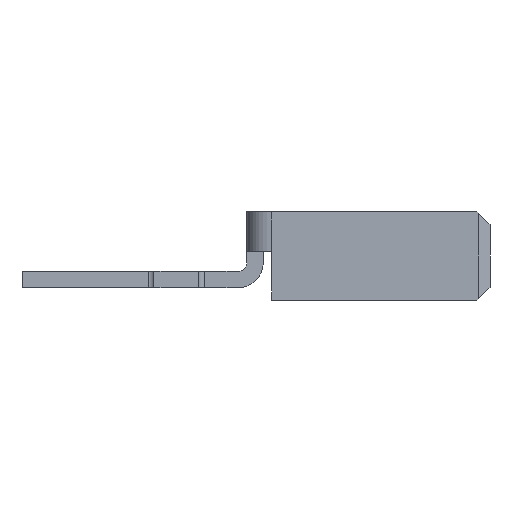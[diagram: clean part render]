
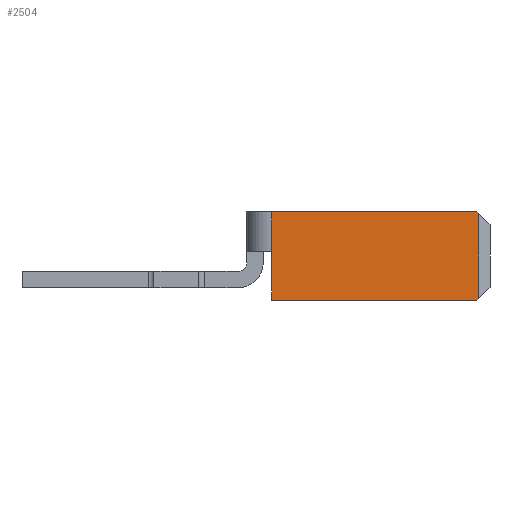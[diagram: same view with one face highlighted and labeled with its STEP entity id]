
A CAD part, left-side view. The second image highlights one B-rep face of the part: STEP entity #2504.
In plain terms, the highlighted planar face has unit normal (-1, 0, 0).
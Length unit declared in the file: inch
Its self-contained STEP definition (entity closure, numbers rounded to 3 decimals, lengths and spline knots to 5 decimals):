
#74 = CARTESIAN_POINT ( 'NONE',  ( -0.029, -1.178, 0.268 ) ) ;
#89 = VERTEX_POINT ( 'NONE', #2853 ) ;
#160 = CARTESIAN_POINT ( 'NONE',  ( -0.029, -1.184, 0.262 ) ) ;
#296 = CARTESIAN_POINT ( 'NONE',  ( -0.029, -0.422, -0.044 ) ) ;
#368 = AXIS2_PLACEMENT_3D ( 'NONE', #2861, #2206, #899 ) ;
#384 = CARTESIAN_POINT ( 'NONE',  ( -0.029, -0.452, 0.128 ) ) ;
#390 = CARTESIAN_POINT ( 'NONE',  ( -0.029, -0.452, 0.128 ) ) ;
#444 = EDGE_CURVE ( 'NONE', #1576, #2081, #1858, .T. ) ;
#461 = VERTEX_POINT ( 'NONE', #160 ) ;
#518 = CARTESIAN_POINT ( 'NONE',  ( -0.029, -0.452, 0.268 ) ) ;
#526 = LINE ( 'NONE', #2353, #1640 ) ;
#544 = ORIENTED_EDGE ( 'NONE', *, *, #1794, .F. ) ;
#591 = FACE_OUTER_BOUND ( 'NONE', #1651, .T. ) ;
#636 = ORIENTED_EDGE ( 'NONE', *, *, #648, .F. ) ;
#648 = EDGE_CURVE ( 'NONE', #1576, #1853, #1306, .T. ) ;
#746 = ORIENTED_EDGE ( 'NONE', *, *, #1149, .T. ) ;
#773 = DIRECTION ( 'NONE',  ( 0., 0., 1. ) ) ;
#820 = ORIENTED_EDGE ( 'NONE', *, *, #1811, .T. ) ;
#829 = CARTESIAN_POINT ( 'NONE',  ( -0.029, -0.452, -0.044 ) ) ;
#899 = DIRECTION ( 'NONE',  ( 0., 0., -1. ) ) ;
#1075 = ORIENTED_EDGE ( 'NONE', *, *, #1637, .T. ) ;
#1117 = PLANE ( 'NONE',  #368 ) ;
#1134 = DIRECTION ( 'NONE',  ( 0., -1., 0. ) ) ;
#1149 = EDGE_CURVE ( 'NONE', #89, #2282, #526, .T. ) ;
#1155 = VECTOR ( 'NONE', #773, 39.37008 ) ;
#1242 = EDGE_CURVE ( 'NONE', #2282, #461, #2531, .T. ) ;
#1306 = LINE ( 'NONE', #2003, #2465 ) ;
#1405 = ORIENTED_EDGE ( 'NONE', *, *, #444, .T. ) ;
#1427 = DIRECTION ( 'NONE',  ( 0., -1., 0. ) ) ;
#1549 = ORIENTED_EDGE ( 'NONE', *, *, #1242, .T. ) ;
#1576 = VERTEX_POINT ( 'NONE', #518 ) ;
#1637 = EDGE_CURVE ( 'NONE', #461, #1853, #2276, .T. ) ;
#1640 = VECTOR ( 'NONE', #2345, 39.37008 ) ;
#1651 = EDGE_LOOP ( 'NONE', ( #746, #1549, #1075, #636, #1405, #544, #820 ) ) ;
#1655 = DIRECTION ( 'NONE',  ( 0., 0., 1. ) ) ;
#1667 = VECTOR ( 'NONE', #1427, 39.37008 ) ;
#1710 = VECTOR ( 'NONE', #1866, 39.37008 ) ;
#1794 = EDGE_CURVE ( 'NONE', #1983, #2081, #2829, .T. ) ;
#1811 = EDGE_CURVE ( 'NONE', #1983, #89, #2245, .T. ) ;
#1853 = VERTEX_POINT ( 'NONE', #1896 ) ;
#1858 = LINE ( 'NONE', #390, #1925 ) ;
#1866 = DIRECTION ( 'NONE',  ( 0., 0.707, 0.707 ) ) ;
#1896 = CARTESIAN_POINT ( 'NONE',  ( -0.029, -1.178, 0.268 ) ) ;
#1925 = VECTOR ( 'NONE', #1953, 39.37008 ) ;
#1953 = DIRECTION ( 'NONE',  ( 0., 0., -1. ) ) ;
#1960 = VECTOR ( 'NONE', #1655, 39.37008 ) ;
#1983 = VERTEX_POINT ( 'NONE', #829 ) ;
#2003 = CARTESIAN_POINT ( 'NONE',  ( -0.029, -0.422, 0.268 ) ) ;
#2078 = CARTESIAN_POINT ( 'NONE',  ( -0.029, -0.452, -0.044 ) ) ;
#2081 = VERTEX_POINT ( 'NONE', #384 ) ;
#2206 = DIRECTION ( 'NONE',  ( 1., 0., 0. ) ) ;
#2245 = LINE ( 'NONE', #296, #1667 ) ;
#2276 = LINE ( 'NONE', #74, #1710 ) ;
#2282 = VERTEX_POINT ( 'NONE', #2440 ) ;
#2345 = DIRECTION ( 'NONE',  ( 0., -0.707, 0.707 ) ) ;
#2353 = CARTESIAN_POINT ( 'NONE',  ( -0.029, -1.178, -0.044 ) ) ;
#2440 = CARTESIAN_POINT ( 'NONE',  ( -0.029, -1.184, -0.038 ) ) ;
#2465 = VECTOR ( 'NONE', #1134, 39.37008 ) ;
#2504 = ADVANCED_FACE ( 'NONE', ( #591 ), #1117, .F. ) ;
#2531 = LINE ( 'NONE', #2740, #1960 ) ;
#2740 = CARTESIAN_POINT ( 'NONE',  ( -0.029, -1.184, -0.044 ) ) ;
#2829 = LINE ( 'NONE', #2078, #1155 ) ;
#2853 = CARTESIAN_POINT ( 'NONE',  ( -0.029, -1.178, -0.044 ) ) ;
#2861 = CARTESIAN_POINT ( 'NONE',  ( -0.029, -0.364, 0.058 ) ) ;
